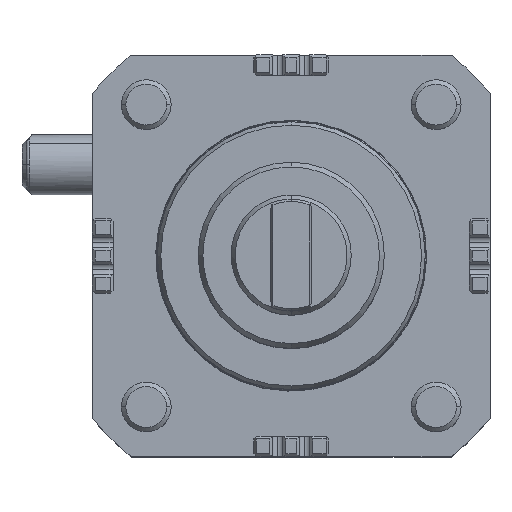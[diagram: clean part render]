
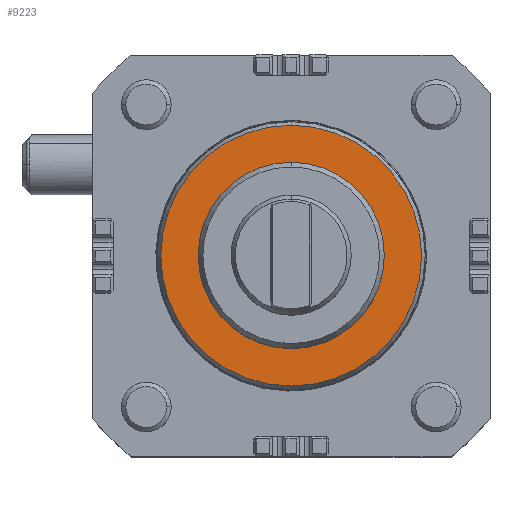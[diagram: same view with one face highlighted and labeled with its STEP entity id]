
A CAD part, top view. The second image highlights one B-rep face of the part: STEP entity #9223.
In plain terms, the highlighted planar face has unit normal (0, 0, 1).
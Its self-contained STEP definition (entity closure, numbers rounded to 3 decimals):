
#9018=CARTESIAN_POINT('',(-0.,-22.475,32.));
#9019=VERTEX_POINT('',#9018);
#9037=CARTESIAN_POINT('',(0.,22.475,32.));
#9038=VERTEX_POINT('',#9037);
#9045=CARTESIAN_POINT('',(0.,-0.,32.));
#9046=DIRECTION('',(-0.,0.,-1.));
#9047=DIRECTION('',(-0.,-1.,-0.));
#9048=AXIS2_PLACEMENT_3D('',#9045,#9046,#9047);
#9049=CIRCLE('',#9048,22.475);
#9050=EDGE_CURVE('',#9019,#9038,#9049,.T.);
#9165=CARTESIAN_POINT('',(0.,31.484,32.));
#9166=VERTEX_POINT('',#9165);
#9173=CARTESIAN_POINT('',(-0.,-31.484,32.));
#9174=VERTEX_POINT('',#9173);
#9175=CARTESIAN_POINT('',(0.,-0.,32.));
#9176=DIRECTION('',(-0.,0.,-1.));
#9177=DIRECTION('',(0.,1.,0.));
#9178=AXIS2_PLACEMENT_3D('',#9175,#9176,#9177);
#9179=CIRCLE('',#9178,31.484);
#9180=EDGE_CURVE('',#9166,#9174,#9179,.T.);
#9198=CARTESIAN_POINT('',(-0.,-27.413,32.));
#9199=DIRECTION('',(0.,-0.,1.));
#9200=DIRECTION('',(1.,-0.,-0.));
#9201=AXIS2_PLACEMENT_3D('',#9198,#9199,#9200);
#9202=PLANE('',#9201);
#9203=ORIENTED_EDGE('',*,*,#9180,.F.);
#9204=CARTESIAN_POINT('',(0.,-0.,32.));
#9205=DIRECTION('',(-0.,0.,-1.));
#9206=DIRECTION('',(0.,1.,0.));
#9207=AXIS2_PLACEMENT_3D('',#9204,#9205,#9206);
#9208=CIRCLE('',#9207,31.484);
#9209=EDGE_CURVE('',#9174,#9166,#9208,.T.);
#9210=ORIENTED_EDGE('',*,*,#9209,.F.);
#9211=EDGE_LOOP('',(#9203,#9210));
#9212=FACE_BOUND('',#9211,.T.);
#9213=CARTESIAN_POINT('',(0.,-0.,32.));
#9214=DIRECTION('',(-0.,0.,-1.));
#9215=DIRECTION('',(-0.,-1.,-0.));
#9216=AXIS2_PLACEMENT_3D('',#9213,#9214,#9215);
#9217=CIRCLE('',#9216,22.475);
#9218=EDGE_CURVE('',#9038,#9019,#9217,.T.);
#9219=ORIENTED_EDGE('',*,*,#9218,.T.);
#9220=ORIENTED_EDGE('',*,*,#9050,.T.);
#9221=EDGE_LOOP('',(#9219,#9220));
#9222=FACE_BOUND('',#9221,.T.);
#9223=ADVANCED_FACE('',(#9212,#9222),#9202,.T.);
